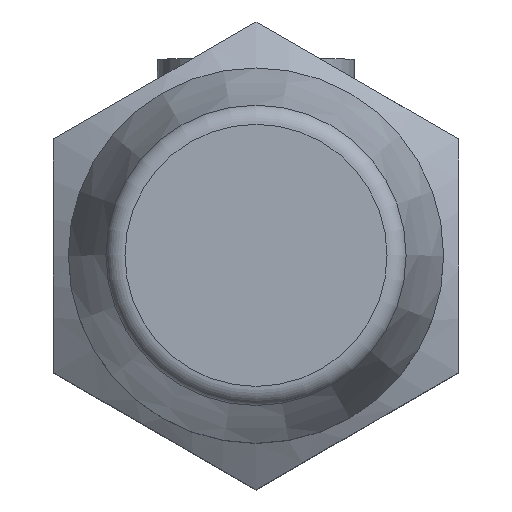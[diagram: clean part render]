
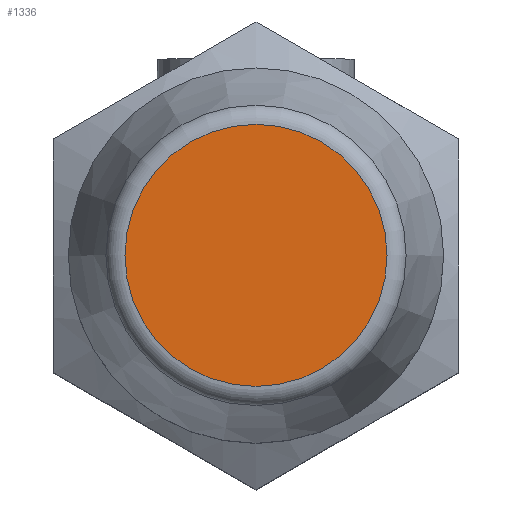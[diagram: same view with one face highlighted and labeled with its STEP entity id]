
A CAD part, top view. The second image highlights one B-rep face of the part: STEP entity #1336.
In plain terms, the highlighted planar face has unit normal (0, 0, 1).
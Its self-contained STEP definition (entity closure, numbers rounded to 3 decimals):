
#227=PLANE('',#1449);
#288=FACE_OUTER_BOUND('',#395,.T.);
#395=EDGE_LOOP('',(#920));
#516=CIRCLE('',#1450,13.265);
#593=VERTEX_POINT('',#2008);
#715=EDGE_CURVE('',#593,#593,#516,.T.);
#920=ORIENTED_EDGE('',*,*,#715,.F.);
#1336=ADVANCED_FACE('',(#288),#227,.T.);
#1449=AXIS2_PLACEMENT_3D('',#2007,#1638,#1639);
#1450=AXIS2_PLACEMENT_3D('',#2009,#1640,#1641);
#1638=DIRECTION('center_axis',(0.,0.,
1.));
#1639=DIRECTION('ref_axis',(-1.,0.,0.));
#1640=DIRECTION('center_axis',(0.,0.,
-1.));
#1641=DIRECTION('ref_axis',(1.,0.,0.));
#2007=CARTESIAN_POINT('Origin',(0.,0.,
90.9));
#2008=CARTESIAN_POINT('',(-13.265,0.,90.9));
#2009=CARTESIAN_POINT('Origin',(0.,0.,
90.9));
